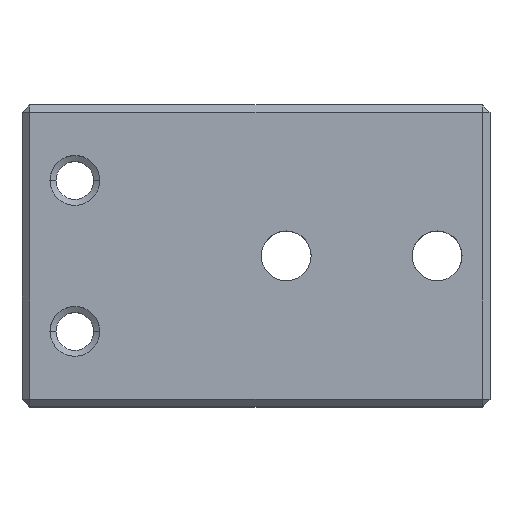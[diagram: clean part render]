
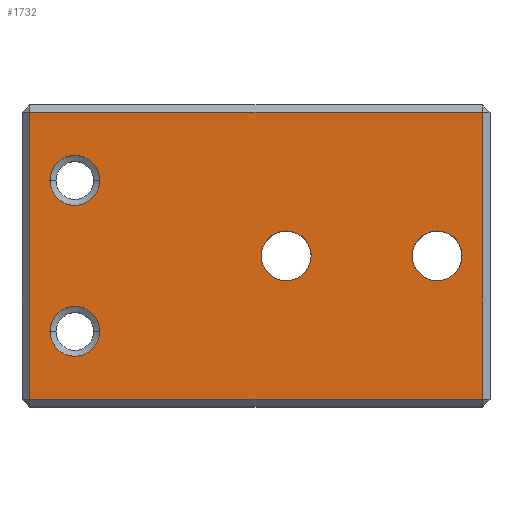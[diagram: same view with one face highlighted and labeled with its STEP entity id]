
A CAD part, top view. The second image highlights one B-rep face of the part: STEP entity #1732.
In plain terms, the highlighted planar face has unit normal (0, 0, -1).
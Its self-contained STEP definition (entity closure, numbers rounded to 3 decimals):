
#21=FACE_BOUND('',#166,.T.);
#22=FACE_BOUND('',#167,.T.);
#23=FACE_BOUND('',#168,.T.);
#24=FACE_BOUND('',#169,.T.);
#35=PLANE('',#1991);
#91=FACE_OUTER_BOUND('',#165,.T.);
#165=EDGE_LOOP('',(#1446,#1447,#1448,#1449));
#166=EDGE_LOOP('',(#1450));
#167=EDGE_LOOP('',(#1451));
#168=EDGE_LOOP('',(#1452));
#169=EDGE_LOOP('',(#1453));
#254=CIRCLE('',#1992,3.3);
#255=CIRCLE('',#1993,3.3);
#256=CIRCLE('',#1994,3.3);
#257=CIRCLE('',#1995,3.3);
#360=LINE('',#4641,#556);
#361=LINE('',#4643,#557);
#362=LINE('',#4645,#558);
#363=LINE('',#4646,#559);
#556=VECTOR('',#2278,60.);
#557=VECTOR('',#2279,38.);
#558=VECTOR('',#2280,60.);
#559=VECTOR('',#2281,38.);
#846=VERTEX_POINT('',#4639);
#847=VERTEX_POINT('',#4640);
#848=VERTEX_POINT('',#4642);
#849=VERTEX_POINT('',#4644);
#850=VERTEX_POINT('',#4647);
#851=VERTEX_POINT('',#4649);
#852=VERTEX_POINT('',#4651);
#853=VERTEX_POINT('',#4653);
#1146=EDGE_CURVE('',#846,#847,#360,.T.);
#1147=EDGE_CURVE('',#847,#848,#361,.T.);
#1148=EDGE_CURVE('',#848,#849,#362,.T.);
#1149=EDGE_CURVE('',#849,#846,#363,.T.);
#1150=EDGE_CURVE('',#850,#850,#254,.T.);
#1151=EDGE_CURVE('',#851,#851,#255,.T.);
#1152=EDGE_CURVE('',#852,#852,#256,.T.);
#1153=EDGE_CURVE('',#853,#853,#257,.T.);
#1446=ORIENTED_EDGE('',*,*,#1146,.T.);
#1447=ORIENTED_EDGE('',*,*,#1147,.T.);
#1448=ORIENTED_EDGE('',*,*,#1148,.T.);
#1449=ORIENTED_EDGE('',*,*,#1149,.T.);
#1450=ORIENTED_EDGE('',*,*,#1150,.T.);
#1451=ORIENTED_EDGE('',*,*,#1151,.T.);
#1452=ORIENTED_EDGE('',*,*,#1152,.T.);
#1453=ORIENTED_EDGE('',*,*,#1153,.T.);
#1732=ADVANCED_FACE('',(#91,#21,#22,#23,#24),#35,.T.);
#1991=AXIS2_PLACEMENT_3D('',#4638,#2276,#2277);
#1992=AXIS2_PLACEMENT_3D('',#4648,#2282,#2283);
#1993=AXIS2_PLACEMENT_3D('',#4650,#2284,#2285);
#1994=AXIS2_PLACEMENT_3D('',#4652,#2286,#2287);
#1995=AXIS2_PLACEMENT_3D('',#4654,#2288,#2289);
#2276=DIRECTION('center_axis',(0.,0.,-1.));
#2277=DIRECTION('ref_axis',(-1.,0.,0.));
#2278=DIRECTION('',(1.,0.,0.));
#2279=DIRECTION('',(0.,-1.,0.));
#2280=DIRECTION('',(-1.,0.,0.));
#2281=DIRECTION('',(0.,1.,0.));
#2282=DIRECTION('center_axis',(0.,0.,1.));
#2283=DIRECTION('ref_axis',(1.,0.,0.));
#2284=DIRECTION('center_axis',(0.,0.,1.));
#2285=DIRECTION('ref_axis',(1.,0.,0.));
#2286=DIRECTION('center_axis',(0.,0.,1.));
#2287=DIRECTION('ref_axis',(1.,0.,0.));
#2288=DIRECTION('center_axis',(0.,0.,1.));
#2289=DIRECTION('ref_axis',(1.,0.,0.));
#4638=CARTESIAN_POINT('Origin',(12.5,1.,10.));
#4639=CARTESIAN_POINT('',(-17.5,39.,10.));
#4640=CARTESIAN_POINT('',(42.5,39.,10.));
#4641=CARTESIAN_POINT('',(-17.5,39.,10.));
#4642=CARTESIAN_POINT('',(42.5,1.,10.));
#4643=CARTESIAN_POINT('',(42.5,39.,10.));
#4644=CARTESIAN_POINT('',(-17.5,1.,10.));
#4645=CARTESIAN_POINT('',(42.5,1.,10.));
#4646=CARTESIAN_POINT('',(-17.5,1.,10.));
#4647=CARTESIAN_POINT('',(19.8,20.,10.));
#4648=CARTESIAN_POINT('Origin',(16.5,20.,10.));
#4649=CARTESIAN_POINT('',(39.8,20.,10.));
#4650=CARTESIAN_POINT('Origin',(36.5,20.,10.));
#4651=CARTESIAN_POINT('',(-8.2,30.,10.));
#4652=CARTESIAN_POINT('Origin',(-11.5,30.,10.));
#4653=CARTESIAN_POINT('',(-8.2,10.,10.));
#4654=CARTESIAN_POINT('Origin',(-11.5,10.,10.));
